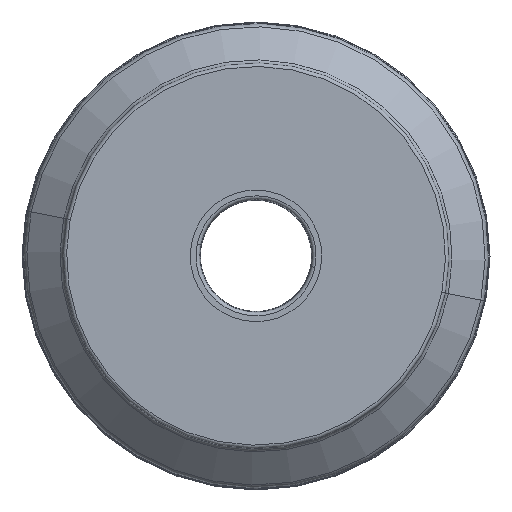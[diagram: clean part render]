
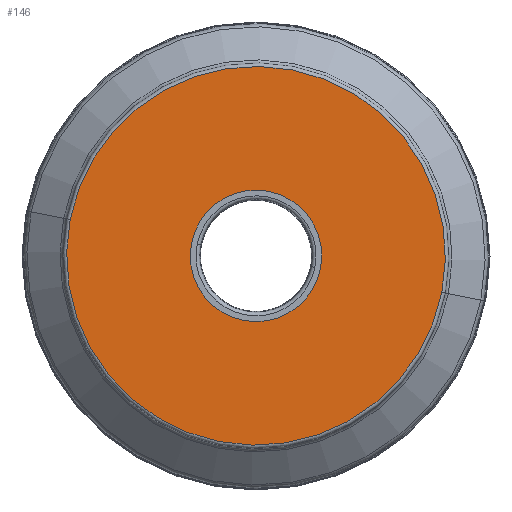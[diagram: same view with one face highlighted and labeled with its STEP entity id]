
A CAD part, top view. The second image highlights one B-rep face of the part: STEP entity #146.
In plain terms, the highlighted planar face has unit normal (0, 0, 1).
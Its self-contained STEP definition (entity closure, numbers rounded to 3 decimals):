
#61=PLANE('',#1394);
#71=FACE_BOUND('',#320,.T.);
#72=FACE_BOUND('',#321,.T.);
#146=ADVANCED_FACE('',(#71,#72),#61,.F.);
#320=EDGE_LOOP('',(#522,#523));
#321=EDGE_LOOP('',(#524,#525));
#522=ORIENTED_EDGE('',*,*,#856,.F.);
#523=ORIENTED_EDGE('',*,*,#855,.F.);
#524=ORIENTED_EDGE('',*,*,#857,.F.);
#525=ORIENTED_EDGE('',*,*,#858,.F.);
#726=VERTEX_POINT('',#2142);
#727=VERTEX_POINT('',#2144);
#728=VERTEX_POINT('',#2149);
#729=VERTEX_POINT('',#2150);
#855=EDGE_CURVE('',#727,#726,#998,.T.);
#856=EDGE_CURVE('',#726,#727,#999,.T.);
#857=EDGE_CURVE('',#728,#729,#1000,.T.);
#858=EDGE_CURVE('',#729,#728,#1001,.T.);
#998=CIRCLE('',#1389,108.);
#999=CIRCLE('',#1391,108.);
#1000=CIRCLE('',#1392,37.5);
#1001=CIRCLE('',#1393,37.5);
#1389=AXIS2_PLACEMENT_3D('',#2145,#1751,#1752);
#1391=AXIS2_PLACEMENT_3D('',#2147,#1755,#1756);
#1392=AXIS2_PLACEMENT_3D('',#2148,#1757,#1758);
#1393=AXIS2_PLACEMENT_3D('',#2151,#1759,#1760);
#1394=AXIS2_PLACEMENT_3D('',#2152,#1761,#1762);
#1751=DIRECTION('',(0.,0.,-1.));
#1752=DIRECTION('',(0.981,-0.192,0.));
#1755=DIRECTION('',(0.,0.,-1.));
#1756=DIRECTION('',(-0.981,0.192,0.));
#1757=DIRECTION('',(0.,0.,1.));
#1758=DIRECTION('',(-0.981,0.192,0.));
#1759=DIRECTION('',(0.,0.,1.));
#1760=DIRECTION('',(0.981,-0.192,0.));
#1761=DIRECTION('',(0.,0.,-1.));
#1762=DIRECTION('',(0.981,-0.192,0.));
#2142=CARTESIAN_POINT('',(-105.983,20.775,0.));
#2144=CARTESIAN_POINT('',(105.983,-20.775,0.));
#2145=CARTESIAN_POINT('',(0.,0.,0.));
#2147=CARTESIAN_POINT('',(0.,0.,0.));
#2148=CARTESIAN_POINT('',(0.,0.,0.));
#2149=CARTESIAN_POINT('',(-36.8,7.214,0.));
#2150=CARTESIAN_POINT('',(36.8,-7.214,0.));
#2151=CARTESIAN_POINT('',(0.,0.,0.));
#2152=CARTESIAN_POINT('',(0.,0.,0.));
